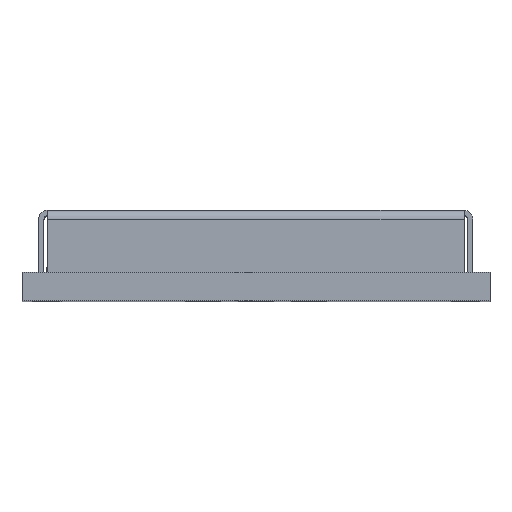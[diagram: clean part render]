
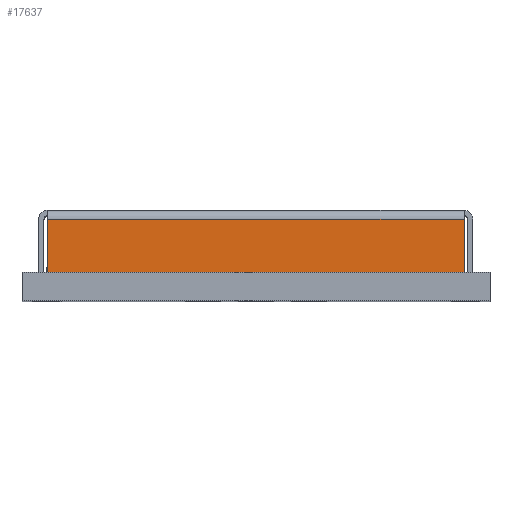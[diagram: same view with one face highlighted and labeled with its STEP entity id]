
A CAD part, top view. The second image highlights one B-rep face of the part: STEP entity #17637.
In plain terms, the highlighted planar face has unit normal (0, 0, 1).
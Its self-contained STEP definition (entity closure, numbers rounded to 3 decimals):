
#1041 = EDGE_CURVE ( 'NONE', #20378, #2056, #17766, .T. ) ;
#1605 = CARTESIAN_POINT ( 'NONE',  ( -5.88, 22.638, 6.27 ) ) ;
#2056 = VERTEX_POINT ( 'NONE', #7378 ) ;
#3044 = DIRECTION ( 'NONE',  ( 0., 0., -1. ) ) ;
#3278 = LINE ( 'NONE', #22727, #15266 ) ;
#4164 = EDGE_CURVE ( 'NONE', #24673, #2056, #8978, .T. ) ;
#5857 = DIRECTION ( 'NONE',  ( 0., 1., 0. ) ) ;
#6504 = ORIENTED_EDGE ( 'NONE', *, *, #1041, .F. ) ;
#6796 = VERTEX_POINT ( 'NONE', #16990 ) ;
#7378 = CARTESIAN_POINT ( 'NONE',  ( 5.87, 0.8, 6.27 ) ) ;
#8438 = EDGE_LOOP ( 'NONE', ( #22744, #18903, #6504, #23019 ) ) ;
#8978 = LINE ( 'NONE', #17579, #9443 ) ;
#9443 = VECTOR ( 'NONE', #26125, 1000. ) ;
#10847 = DIRECTION ( 'NONE',  ( 0., -1., 0. ) ) ;
#11883 = DIRECTION ( 'NONE',  ( -1., 0., 0. ) ) ;
#13458 = PLANE ( 'NONE',  #25037 ) ;
#14300 = LINE ( 'NONE', #1605, #20792 ) ;
#15217 = EDGE_CURVE ( 'NONE', #24673, #6796, #14300, .T. ) ;
#15266 = VECTOR ( 'NONE', #11883, 1000. ) ;
#15802 = VECTOR ( 'NONE', #10847, 1000. ) ;
#16990 = CARTESIAN_POINT ( 'NONE',  ( -5.88, 2.3, 6.27 ) ) ;
#17579 = CARTESIAN_POINT ( 'NONE',  ( -6.13, 0.8, 6.27 ) ) ;
#17637 = ADVANCED_FACE ( 'NONE', ( #18426 ), #13458, .F. ) ;
#17766 = LINE ( 'NONE', #26312, #15802 ) ;
#18426 = FACE_OUTER_BOUND ( 'NONE', #8438, .T. ) ;
#18903 = ORIENTED_EDGE ( 'NONE', *, *, #4164, .T. ) ;
#19293 = EDGE_CURVE ( 'NONE', #20378, #6796, #3278, .T. ) ;
#20378 = VERTEX_POINT ( 'NONE', #21133 ) ;
#20792 = VECTOR ( 'NONE', #5857, 1000. ) ;
#21133 = CARTESIAN_POINT ( 'NONE',  ( 5.87, 2.3, 6.27 ) ) ;
#22179 = DIRECTION ( 'NONE',  ( -1., 0., 0. ) ) ;
#22321 = CARTESIAN_POINT ( 'NONE',  ( -6.13, 22.638, 6.27 ) ) ;
#22727 = CARTESIAN_POINT ( 'NONE',  ( -6.13, 2.3, 6.27 ) ) ;
#22744 = ORIENTED_EDGE ( 'NONE', *, *, #15217, .F. ) ;
#23019 = ORIENTED_EDGE ( 'NONE', *, *, #19293, .T. ) ;
#24092 = CARTESIAN_POINT ( 'NONE',  ( -5.88, 0.8, 6.27 ) ) ;
#24673 = VERTEX_POINT ( 'NONE', #24092 ) ;
#25037 = AXIS2_PLACEMENT_3D ( 'NONE', #22321, #3044, #22179 ) ;
#26125 = DIRECTION ( 'NONE',  ( 1., 0., 0. ) ) ;
#26312 = CARTESIAN_POINT ( 'NONE',  ( 5.87, 22.638, 6.27 ) ) ;
